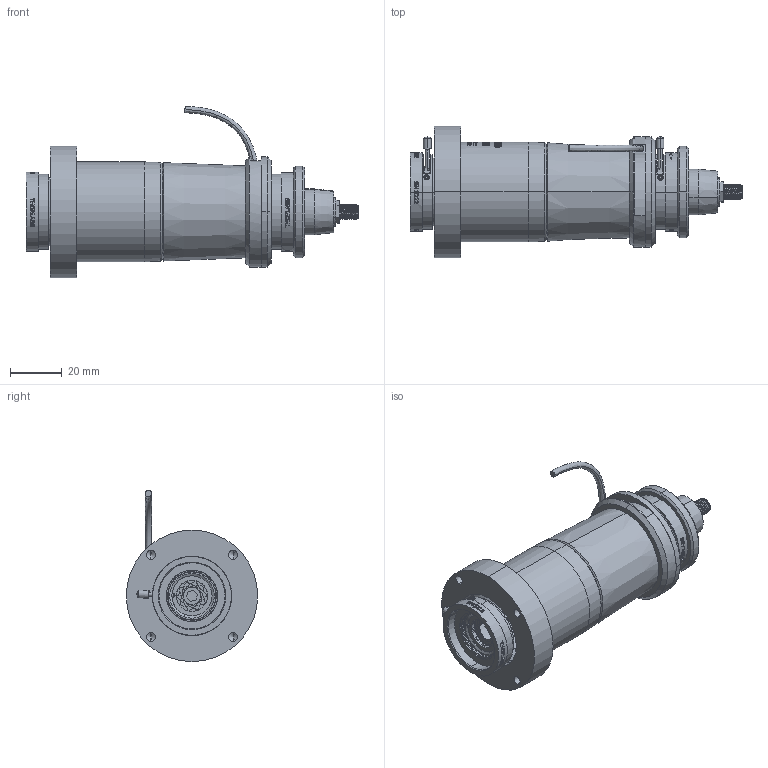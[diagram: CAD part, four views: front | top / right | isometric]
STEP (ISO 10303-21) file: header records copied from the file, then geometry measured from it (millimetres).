
FILE_DESCRIPTION (( 'STEP AP214' ), '1' );
FILE_NAME ('STN052140-E0W.STEP', '2019-12-17T10:22:50', ( '' ), ( '' ), 'SwSTEP 2.0', 'SolidWorks 2018', '' );
FILE_SCHEMA (( 'AUTOMOTIVE_DESIGN' ));
Length unit declared in the file: millimetre
Products named in the file (1): STN052140-E0W
Bounding box: 128.37 x 50.8 x 66.16 mm (x, y, z)
Volume: 54585.1 mm3; surface area: 46000.1 mm2
Topology: 42 solids, 42 shells, 1579 faces, 4283 edges, 2958 vertices
Faces by surface type: plane 619, cylinder 534, bspline 285, cone 125, torus 12, sphere 4
Entity records: 99741 total; most frequent: CARTESIAN_POINT 43652, ORIENTED_EDGE 8534, DIRECTION 7024, EDGE_CURVE 4267, VERTEX_POINT 2958, AXIS2_PLACEMENT_3D 2770, EDGE_LOOP 1855, UNCERTAINTY_MEASURE_WITH_UNIT 1623
